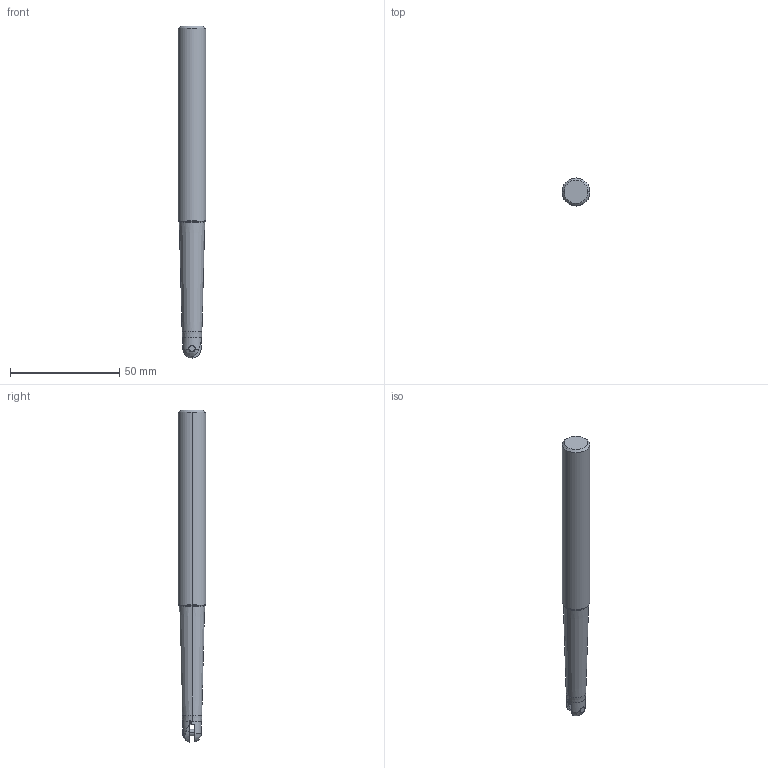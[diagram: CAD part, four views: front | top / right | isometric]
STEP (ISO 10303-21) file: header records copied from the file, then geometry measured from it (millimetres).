
FILE_DESCRIPTION(/* description */ (''),/* implementation_level */ '2;1');
FILE_NAME(/* name */ 'SRFU06S08L.stp',/* time_stamp */ '2017-12-21T10:02:05+09:00',/* author */ (''),/* organization */ (''),/* preprocessor_version */ 'ST-DEVELOPER v16',/* originating_system */ 'SIEMENS PLM Software NX 10.0',/* authorisation */ '');
FILE_SCHEMA (('AUTOMOTIVE_DESIGN { 1 0 10303 214 3 1 1 1 }'));
Length unit declared in the file: millimetre
Products named in the file (1): SRFU06S08L_ASM
Bounding box: 12.7 x 12.7 x 151.7 mm (x, y, z)
Volume: 16007.8 mm3; surface area: 5859.6 mm2
Topology: 2 solids, 2 shells, 80 faces, 214 edges, 138 vertices
Faces by surface type: cylinder 33, plane 23, cone 20, bspline 2, torus 2
Entity records: 2937 total; most frequent: CARTESIAN_POINT 793, DIRECTION 463, ORIENTED_EDGE 428, EDGE_CURVE 214, AXIS2_PLACEMENT_3D 189, VERTEX_POINT 138, CIRCLE 94, LINE 85
